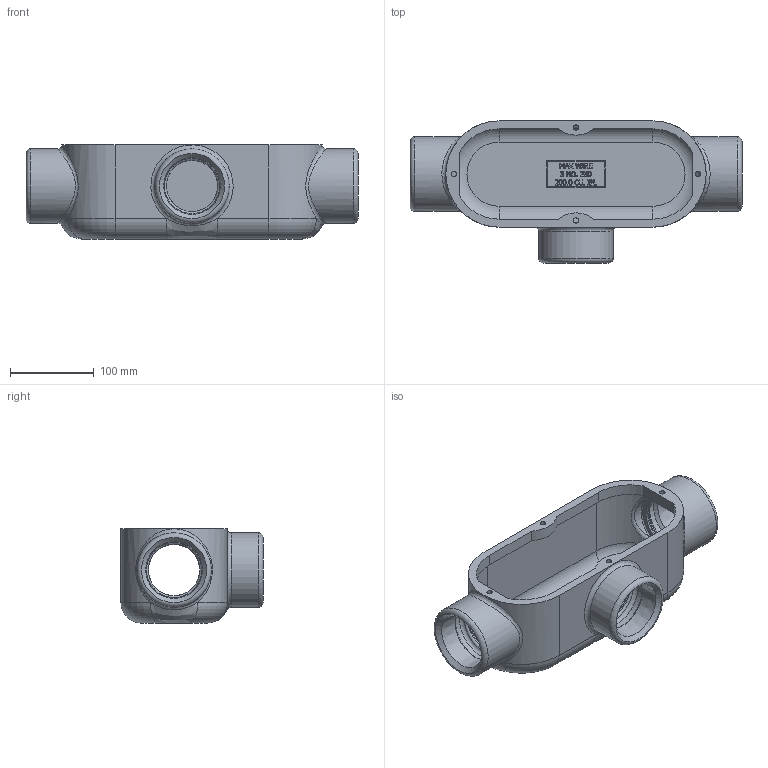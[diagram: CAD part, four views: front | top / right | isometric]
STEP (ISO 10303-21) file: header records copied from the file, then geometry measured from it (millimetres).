
FILE_DESCRIPTION(/* description */ ('FORM 8 T78 AS MACHINED'),/* implementation_level */ '2;1');
FILE_NAME(/* name */ 'KIL_T78.stp',/* time_stamp */ '2019-10-31T18:01:10+06:00',/* author */ ('kr'),/* organization */ (''),/* preprocessor_version */ 'ST-DEVELOPER v16.13',/* originating_system */ 'Autodesk Inventor 2018',/* authorisation */ '');
FILE_SCHEMA (('AUTOMOTIVE_DESIGN { 1 0 10303 214 3 1 1 }'));
Length unit declared in the file: inch
Products named in the file (1): 21746
Bounding box: 397 x 169.93 x 112.78 mm (x, y, z)
Volume: 942958.9 mm3; surface area: 282868.2 mm2
Topology: 1 solids, 1 shells, 818 faces, 2195 edges, 1449 vertices
Faces by surface type: plane 469, bspline 271, cylinder 45, torus 21, cone 12
Full cylindrical faces by diameter (mm): 6.401 x4, 10.35 x1, 12.7 x1, 73.304 x3, 88.9 x3
Entity records: 28458 total; most frequent: CARTESIAN_POINT 9116, ORIENTED_EDGE 4282, DIRECTION 2819, EDGE_CURVE 2141, LINE 1453, VECTOR 1453, VERTEX_POINT 1432, EDGE_LOOP 939
